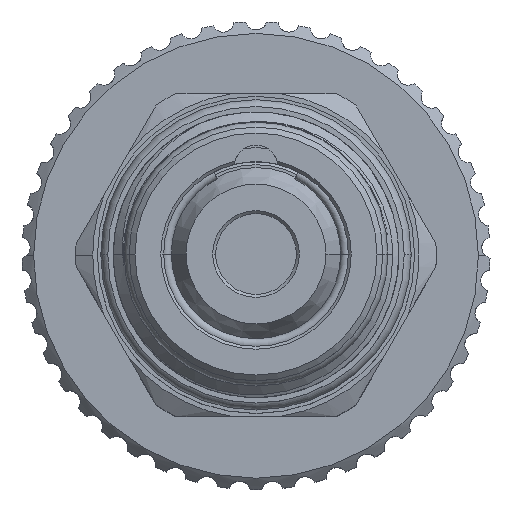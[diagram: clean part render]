
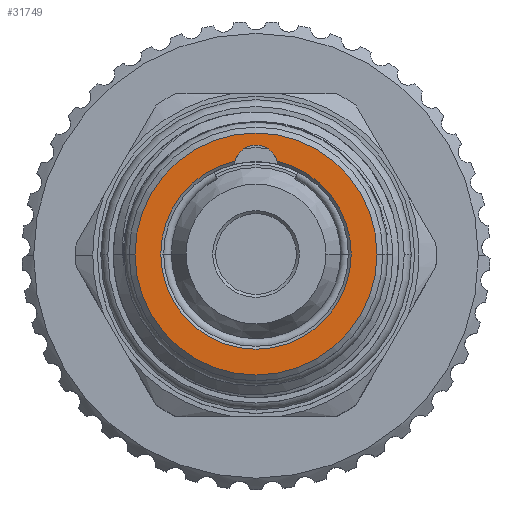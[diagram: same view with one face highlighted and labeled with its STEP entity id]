
A CAD part, top view. The second image highlights one B-rep face of the part: STEP entity #31749.
In plain terms, the highlighted planar face has unit normal (0, 0, 1).
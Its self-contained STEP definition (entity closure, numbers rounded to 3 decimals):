
#586 = EDGE_LOOP ( 'NONE', ( #14671, #14672 ) ) ;
#592 = EDGE_LOOP ( 'NONE', ( #14667, #14668, #14669, #14670 ) ) ;
#3646 = CARTESIAN_POINT ( 'NONE',  ( 0., 0., 0. ) ) ;
#3647 = DIRECTION ( 'NONE',  ( 0., 0., 1. ) ) ;
#3648 = DIRECTION ( 'NONE',  ( 1., 0., 0. ) ) ;
#4878 = EDGE_CURVE ( 'NONE', #33458, #18370, #12994, .T. ) ;
#4880 = EDGE_CURVE ( 'NONE', #33296, #18370, #13000, .T. ) ;
#4888 = EDGE_CURVE ( 'NONE', #33620, #33300, #13010, .T. ) ;
#5057 = AXIS2_PLACEMENT_3D ( 'NONE', #19070, #19069, #19068 ) ;
#5058 = AXIS2_PLACEMENT_3D ( 'NONE', #19054, #19053, #19052 ) ;
#5065 = AXIS2_PLACEMENT_3D ( 'NONE', #19030, #19029, #19028 ) ;
#5208 = AXIS2_PLACEMENT_3D ( 'NONE', #16557, #16555, #16554 ) ;
#10371 = CARTESIAN_POINT ( 'NONE',  ( 0., 0., 0. ) ) ;
#10374 = PLANE ( 'NONE',  #24548 ) ;
#10376 = DIRECTION ( 'NONE',  ( 0., 0., -1. ) ) ;
#10377 = DIRECTION ( 'NONE',  ( -1., 0., 0. ) ) ;
#11652 = FACE_OUTER_BOUND ( 'NONE', #586, .T. ) ;
#11653 = FACE_BOUND ( 'NONE', #592, .T. ) ;
#12540 = CIRCLE ( 'NONE', #13188, 6.55 ) ;
#12994 = CIRCLE ( 'NONE', #5057, 6.55 ) ;
#13000 = CIRCLE ( 'NONE', #5058, 1.5 ) ;
#13010 = CIRCLE ( 'NONE', #5065, 8.325 ) ;
#13188 = AXIS2_PLACEMENT_3D ( 'NONE', #27414, #27415, #27416 ) ;
#13849 = CARTESIAN_POINT ( 'NONE',  ( 1.449, 6.388, 0. ) ) ;
#13853 = CARTESIAN_POINT ( 'NONE',  ( 8.325, 0., 0. ) ) ;
#14053 = CARTESIAN_POINT ( 'NONE',  ( -6.55, 0., 0. ) ) ;
#14151 = CARTESIAN_POINT ( 'NONE',  ( 6.55, 0., 0. ) ) ;
#14259 = CARTESIAN_POINT ( 'NONE',  ( -8.325, 0., 0. ) ) ;
#14667 = ORIENTED_EDGE ( 'NONE', *, *, #29961, .T. ) ;
#14668 = ORIENTED_EDGE ( 'NONE', *, *, #32753, .T. ) ;
#14669 = ORIENTED_EDGE ( 'NONE', *, *, #4878, .T. ) ;
#14670 = ORIENTED_EDGE ( 'NONE', *, *, #4880, .F. ) ;
#14671 = ORIENTED_EDGE ( 'NONE', *, *, #4888, .T. ) ;
#14672 = ORIENTED_EDGE ( 'NONE', *, *, #31318, .T. ) ;
#16554 = DIRECTION ( 'NONE',  ( -1., 0., 0. ) ) ;
#16555 = DIRECTION ( 'NONE',  ( 0., 0., -1. ) ) ;
#16557 = CARTESIAN_POINT ( 'NONE',  ( 0., 0., 0. ) ) ;
#17706 = CIRCLE ( 'NONE', #24120, 8.325 ) ;
#18285 = CIRCLE ( 'NONE', #5208, 6.55 ) ;
#18370 = VERTEX_POINT ( 'NONE', #22457 ) ;
#19028 = DIRECTION ( 'NONE',  ( 1., 0., 0. ) ) ;
#19029 = DIRECTION ( 'NONE',  ( 0., 0., 1. ) ) ;
#19030 = CARTESIAN_POINT ( 'NONE',  ( 0., 0., 0. ) ) ;
#19052 = DIRECTION ( 'NONE',  ( 1., 0., 0. ) ) ;
#19053 = DIRECTION ( 'NONE',  ( 0., 0., 1. ) ) ;
#19054 = CARTESIAN_POINT ( 'NONE',  ( 0., 6., 0. ) ) ;
#19068 = DIRECTION ( 'NONE',  ( -1., 0., 0. ) ) ;
#19069 = DIRECTION ( 'NONE',  ( 0., 0., -1. ) ) ;
#19070 = CARTESIAN_POINT ( 'NONE',  ( 0., 0., 0. ) ) ;
#22457 = CARTESIAN_POINT ( 'NONE',  ( -1.449, 6.388, 0. ) ) ;
#24120 = AXIS2_PLACEMENT_3D ( 'NONE', #3646, #3647, #3648 ) ;
#24548 = AXIS2_PLACEMENT_3D ( 'NONE', #10371, #10376, #10377 ) ;
#27414 = CARTESIAN_POINT ( 'NONE',  ( 0., 0., 0. ) ) ;
#27415 = DIRECTION ( 'NONE',  ( 0., 0., -1. ) ) ;
#27416 = DIRECTION ( 'NONE',  ( -1., 0., 0. ) ) ;
#29961 = EDGE_CURVE ( 'NONE', #33296, #33532, #18285, .T. ) ;
#31318 = EDGE_CURVE ( 'NONE', #33300, #33620, #17706, .T. ) ;
#31749 = ADVANCED_FACE ( 'NONE', ( #11653, #11652 ), #10374, .F. ) ;
#32753 = EDGE_CURVE ( 'NONE', #33532, #33458, #12540, .T. ) ;
#33296 = VERTEX_POINT ( 'NONE', #13849 ) ;
#33300 = VERTEX_POINT ( 'NONE', #13853 ) ;
#33458 = VERTEX_POINT ( 'NONE', #14053 ) ;
#33532 = VERTEX_POINT ( 'NONE', #14151 ) ;
#33620 = VERTEX_POINT ( 'NONE', #14259 ) ;
